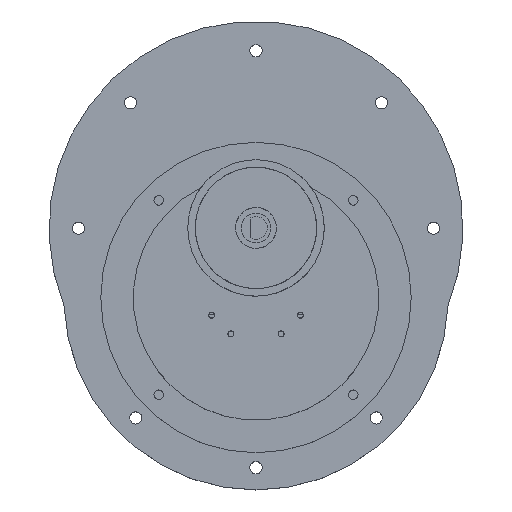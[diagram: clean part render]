
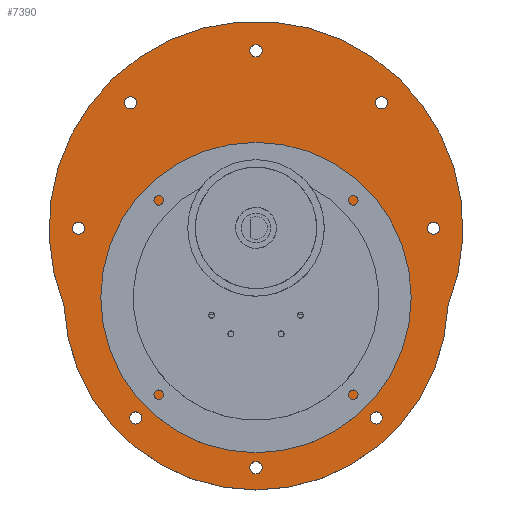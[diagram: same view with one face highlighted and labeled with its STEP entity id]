
A CAD part, top view. The second image highlights one B-rep face of the part: STEP entity #7390.
In plain terms, the highlighted planar face has unit normal (0, 0, 1).
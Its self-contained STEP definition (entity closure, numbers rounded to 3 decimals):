
#1622=FACE_BOUND('',#2502,.T.);
#1623=FACE_BOUND('',#2503,.T.);
#1624=FACE_BOUND('',#2504,.T.);
#1625=FACE_BOUND('',#2505,.T.);
#1626=FACE_BOUND('',#2506,.T.);
#1627=FACE_BOUND('',#2507,.T.);
#1628=FACE_BOUND('',#2508,.T.);
#1629=FACE_BOUND('',#2509,.T.);
#1630=FACE_BOUND('',#2510,.T.);
#2022=FACE_OUTER_BOUND('',#2501,.T.);
#2501=EDGE_LOOP('',(#6670,#6671));
#2502=EDGE_LOOP('',(#6672,#6673));
#2503=EDGE_LOOP('',(#6674,#6675));
#2504=EDGE_LOOP('',(#6676,#6677));
#2505=EDGE_LOOP('',(#6678,#6679));
#2506=EDGE_LOOP('',(#6680,#6681));
#2507=EDGE_LOOP('',(#6682,#6683));
#2508=EDGE_LOOP('',(#6684,#6685));
#2509=EDGE_LOOP('',(#6686,#6687));
#2510=EDGE_LOOP('',(#6688,#6689));
#2838=CIRCLE('',#8127,65.);
#2839=CIRCLE('',#8129,70.);
#2840=CIRCLE('',#8131,2.067);
#2841=CIRCLE('',#8132,2.067);
#2842=CIRCLE('',#8134,2.067);
#2843=CIRCLE('',#8135,2.067);
#2844=CIRCLE('',#8137,2.067);
#2845=CIRCLE('',#8138,2.067);
#2846=CIRCLE('',#8140,2.067);
#2847=CIRCLE('',#8141,2.067);
#2848=CIRCLE('',#8143,2.067);
#2849=CIRCLE('',#8144,2.067);
#2850=CIRCLE('',#8146,2.067);
#2851=CIRCLE('',#8147,2.067);
#2852=CIRCLE('',#8149,2.067);
#2853=CIRCLE('',#8150,2.067);
#2854=CIRCLE('',#8152,2.067);
#2855=CIRCLE('',#8153,2.067);
#2856=CIRCLE('',#8155,44.);
#2857=CIRCLE('',#8156,44.);
#3541=VERTEX_POINT('',#12684);
#3542=VERTEX_POINT('',#12686);
#3543=VERTEX_POINT('',#12692);
#3544=VERTEX_POINT('',#12693);
#3545=VERTEX_POINT('',#12698);
#3546=VERTEX_POINT('',#12699);
#3547=VERTEX_POINT('',#12704);
#3548=VERTEX_POINT('',#12705);
#3549=VERTEX_POINT('',#12710);
#3550=VERTEX_POINT('',#12711);
#3551=VERTEX_POINT('',#12716);
#3552=VERTEX_POINT('',#12717);
#3553=VERTEX_POINT('',#12722);
#3554=VERTEX_POINT('',#12723);
#3555=VERTEX_POINT('',#12728);
#3556=VERTEX_POINT('',#12729);
#3557=VERTEX_POINT('',#12734);
#3558=VERTEX_POINT('',#12735);
#3559=VERTEX_POINT('',#12740);
#3560=VERTEX_POINT('',#12741);
#4576=EDGE_CURVE('',#3542,#3541,#2838,.T.);
#4578=EDGE_CURVE('',#3541,#3542,#2839,.T.);
#4579=EDGE_CURVE('',#3543,#3544,#2840,.T.);
#4580=EDGE_CURVE('',#3544,#3543,#2841,.T.);
#4582=EDGE_CURVE('',#3545,#3546,#2842,.T.);
#4583=EDGE_CURVE('',#3546,#3545,#2843,.T.);
#4585=EDGE_CURVE('',#3547,#3548,#2844,.T.);
#4586=EDGE_CURVE('',#3548,#3547,#2845,.T.);
#4588=EDGE_CURVE('',#3549,#3550,#2846,.T.);
#4589=EDGE_CURVE('',#3550,#3549,#2847,.T.);
#4591=EDGE_CURVE('',#3551,#3552,#2848,.T.);
#4592=EDGE_CURVE('',#3552,#3551,#2849,.T.);
#4594=EDGE_CURVE('',#3553,#3554,#2850,.T.);
#4595=EDGE_CURVE('',#3554,#3553,#2851,.T.);
#4597=EDGE_CURVE('',#3555,#3556,#2852,.T.);
#4598=EDGE_CURVE('',#3556,#3555,#2853,.T.);
#4600=EDGE_CURVE('',#3557,#3558,#2854,.T.);
#4601=EDGE_CURVE('',#3558,#3557,#2855,.T.);
#4603=EDGE_CURVE('',#3559,#3560,#2856,.T.);
#4604=EDGE_CURVE('',#3560,#3559,#2857,.T.);
#6670=ORIENTED_EDGE('',*,*,#4576,.T.);
#6671=ORIENTED_EDGE('',*,*,#4578,.T.);
#6672=ORIENTED_EDGE('',*,*,#4600,.T.);
#6673=ORIENTED_EDGE('',*,*,#4601,.T.);
#6674=ORIENTED_EDGE('',*,*,#4597,.T.);
#6675=ORIENTED_EDGE('',*,*,#4598,.T.);
#6676=ORIENTED_EDGE('',*,*,#4588,.T.);
#6677=ORIENTED_EDGE('',*,*,#4589,.T.);
#6678=ORIENTED_EDGE('',*,*,#4594,.T.);
#6679=ORIENTED_EDGE('',*,*,#4595,.T.);
#6680=ORIENTED_EDGE('',*,*,#4591,.T.);
#6681=ORIENTED_EDGE('',*,*,#4592,.T.);
#6682=ORIENTED_EDGE('',*,*,#4585,.T.);
#6683=ORIENTED_EDGE('',*,*,#4586,.T.);
#6684=ORIENTED_EDGE('',*,*,#4582,.T.);
#6685=ORIENTED_EDGE('',*,*,#4583,.T.);
#6686=ORIENTED_EDGE('',*,*,#4579,.T.);
#6687=ORIENTED_EDGE('',*,*,#4580,.T.);
#6688=ORIENTED_EDGE('',*,*,#4603,.T.);
#6689=ORIENTED_EDGE('',*,*,#4604,.T.);
#6947=PLANE('',#8154);
#7390=ADVANCED_FACE('',(#2022,#1622,#1623,#1624,#1625,#1626,#1627,#1628,
#1629,#1630),#6947,.T.);
#8127=AXIS2_PLACEMENT_3D('',#12687,#10243,#10244);
#8129=AXIS2_PLACEMENT_3D('',#12690,#10248,#10249);
#8131=AXIS2_PLACEMENT_3D('',#12694,#10252,#10253);
#8132=AXIS2_PLACEMENT_3D('',#12695,#10254,#10255);
#8134=AXIS2_PLACEMENT_3D('',#12700,#10259,#10260);
#8135=AXIS2_PLACEMENT_3D('',#12701,#10261,#10262);
#8137=AXIS2_PLACEMENT_3D('',#12706,#10266,#10267);
#8138=AXIS2_PLACEMENT_3D('',#12707,#10268,#10269);
#8140=AXIS2_PLACEMENT_3D('',#12712,#10273,#10274);
#8141=AXIS2_PLACEMENT_3D('',#12713,#10275,#10276);
#8143=AXIS2_PLACEMENT_3D('',#12718,#10280,#10281);
#8144=AXIS2_PLACEMENT_3D('',#12719,#10282,#10283);
#8146=AXIS2_PLACEMENT_3D('',#12724,#10287,#10288);
#8147=AXIS2_PLACEMENT_3D('',#12725,#10289,#10290);
#8149=AXIS2_PLACEMENT_3D('',#12730,#10294,#10295);
#8150=AXIS2_PLACEMENT_3D('',#12731,#10296,#10297);
#8152=AXIS2_PLACEMENT_3D('',#12736,#10301,#10302);
#8153=AXIS2_PLACEMENT_3D('',#12737,#10303,#10304);
#8154=AXIS2_PLACEMENT_3D('',#12739,#10306,#10307);
#8155=AXIS2_PLACEMENT_3D('',#12742,#10308,#10309);
#8156=AXIS2_PLACEMENT_3D('',#12743,#10310,#10311);
#10243=DIRECTION('center_axis',(0.,0.,
1.));
#10244=DIRECTION('ref_axis',(-0.999,-0.04,0.));
#10248=DIRECTION('center_axis',(0.,0.,
1.));
#10249=DIRECTION('ref_axis',(0.928,-0.373,0.));
#10252=DIRECTION('center_axis',(0.,0.,
-1.));
#10253=DIRECTION('ref_axis',(1.,0.,0.));
#10254=DIRECTION('center_axis',(0.,0.,
-1.));
#10255=DIRECTION('ref_axis',(1.,0.,0.));
#10259=DIRECTION('center_axis',(0.,0.,
-1.));
#10260=DIRECTION('ref_axis',(1.,0.,0.));
#10261=DIRECTION('center_axis',(0.,0.,
-1.));
#10262=DIRECTION('ref_axis',(1.,0.,0.));
#10266=DIRECTION('center_axis',(0.,0.,
-1.));
#10267=DIRECTION('ref_axis',(1.,0.,0.));
#10268=DIRECTION('center_axis',(0.,0.,
-1.));
#10269=DIRECTION('ref_axis',(1.,0.,0.));
#10273=DIRECTION('center_axis',(0.,0.,
-1.));
#10274=DIRECTION('ref_axis',(1.,0.,0.));
#10275=DIRECTION('center_axis',(0.,0.,
-1.));
#10276=DIRECTION('ref_axis',(1.,0.,0.));
#10280=DIRECTION('center_axis',(0.,0.,
-1.));
#10281=DIRECTION('ref_axis',(1.,0.,0.));
#10282=DIRECTION('center_axis',(0.,0.,
-1.));
#10283=DIRECTION('ref_axis',(1.,0.,0.));
#10287=DIRECTION('center_axis',(0.,0.,
-1.));
#10288=DIRECTION('ref_axis',(1.,0.,0.));
#10289=DIRECTION('center_axis',(0.,0.,
-1.));
#10290=DIRECTION('ref_axis',(1.,0.,0.));
#10294=DIRECTION('center_axis',(0.,0.,
-1.));
#10295=DIRECTION('ref_axis',(1.,0.,0.));
#10296=DIRECTION('center_axis',(0.,0.,
-1.));
#10297=DIRECTION('ref_axis',(1.,0.,0.));
#10301=DIRECTION('center_axis',(0.,0.,
-1.));
#10302=DIRECTION('ref_axis',(1.,0.,0.));
#10303=DIRECTION('center_axis',(0.,0.,
-1.));
#10304=DIRECTION('ref_axis',(1.,0.,0.));
#10306=DIRECTION('center_axis',(0.,0.,
1.));
#10307=DIRECTION('ref_axis',(1.,0.,0.));
#10308=DIRECTION('center_axis',(0.,0.,
-1.));
#10309=DIRECTION('ref_axis',(1.,0.,0.));
#10310=DIRECTION('center_axis',(0.,0.,
-1.));
#10311=DIRECTION('ref_axis',(1.,0.,0.));
#12684=CARTESIAN_POINT('',(157.819,56.067,-2.47));
#12686=CARTESIAN_POINT('',(27.924,56.067,-2.47));
#12687=CARTESIAN_POINT('Origin',(92.872,58.678,-2.47));
#12690=CARTESIAN_POINT('Origin',(92.872,82.178,-2.47));
#12692=CARTESIAN_POINT('',(54.28,18.02,-2.47));
#12693=CARTESIAN_POINT('',(50.146,18.02,-2.47));
#12694=CARTESIAN_POINT('Origin',(52.213,18.02,-2.47));
#12695=CARTESIAN_POINT('Origin',(52.213,18.02,-2.47));
#12698=CARTESIAN_POINT('',(135.598,18.02,-2.47));
#12699=CARTESIAN_POINT('',(131.464,18.02,-2.47));
#12700=CARTESIAN_POINT('Origin',(133.531,18.02,-2.47));
#12701=CARTESIAN_POINT('Origin',(133.531,18.02,-2.47));
#12704=CARTESIAN_POINT('',(34.939,82.178,-2.47));
#12705=CARTESIAN_POINT('',(30.805,82.178,-2.47));
#12706=CARTESIAN_POINT('Origin',(32.872,82.178,-2.47));
#12707=CARTESIAN_POINT('Origin',(32.872,82.178,-2.47));
#12710=CARTESIAN_POINT('',(52.513,124.605,-2.47));
#12711=CARTESIAN_POINT('',(48.379,124.605,-2.47));
#12712=CARTESIAN_POINT('Origin',(50.446,124.605,-2.47));
#12713=CARTESIAN_POINT('Origin',(50.446,124.605,-2.47));
#12716=CARTESIAN_POINT('',(94.939,142.178,-2.47));
#12717=CARTESIAN_POINT('',(90.805,142.178,-2.47));
#12718=CARTESIAN_POINT('Origin',(92.872,142.178,-2.47));
#12719=CARTESIAN_POINT('Origin',(92.872,142.178,-2.47));
#12722=CARTESIAN_POINT('',(137.365,124.605,-2.47));
#12723=CARTESIAN_POINT('',(133.231,124.605,-2.47));
#12724=CARTESIAN_POINT('Origin',(135.298,124.605,-2.47));
#12725=CARTESIAN_POINT('Origin',(135.298,124.605,-2.47));
#12728=CARTESIAN_POINT('',(154.939,82.178,-2.47));
#12729=CARTESIAN_POINT('',(150.805,82.178,-2.47));
#12730=CARTESIAN_POINT('Origin',(152.872,82.178,-2.47));
#12731=CARTESIAN_POINT('Origin',(152.872,82.178,-2.47));
#12734=CARTESIAN_POINT('',(94.939,1.178,-2.47));
#12735=CARTESIAN_POINT('',(90.805,1.178,-2.47));
#12736=CARTESIAN_POINT('Origin',(92.872,1.178,-2.47));
#12737=CARTESIAN_POINT('Origin',(92.872,1.178,-2.47));
#12739=CARTESIAN_POINT('Origin',(92.872,72.928,-2.47));
#12740=CARTESIAN_POINT('',(136.872,58.678,-2.47));
#12741=CARTESIAN_POINT('',(48.872,58.678,-2.47));
#12742=CARTESIAN_POINT('Origin',(92.872,58.678,-2.47));
#12743=CARTESIAN_POINT('Origin',(92.872,58.678,-2.47));
